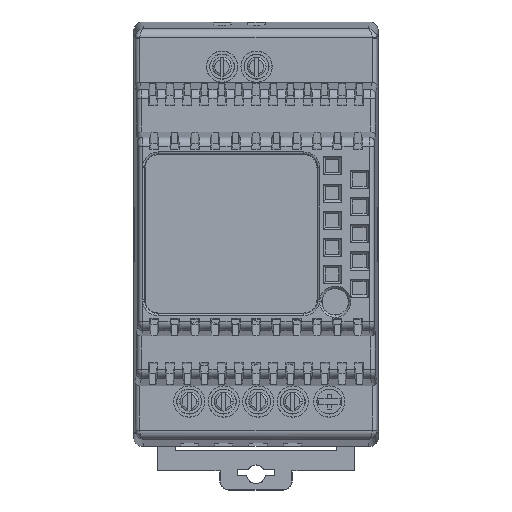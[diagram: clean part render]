
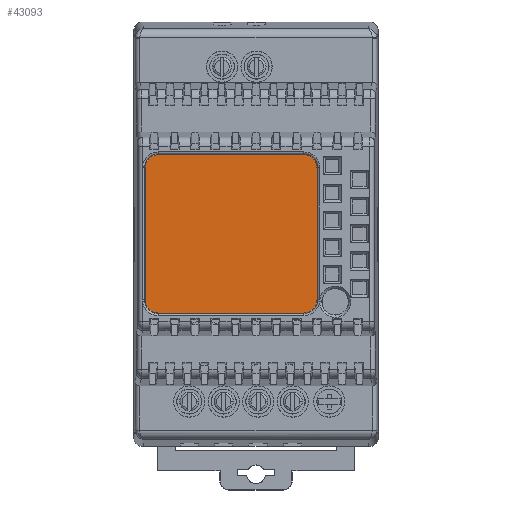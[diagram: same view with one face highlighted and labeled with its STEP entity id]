
A CAD part, top view. The second image highlights one B-rep face of the part: STEP entity #43093.
In plain terms, the highlighted planar face has unit normal (0, 0, 1).
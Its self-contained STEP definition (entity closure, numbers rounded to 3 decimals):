
#513 = AXIS2_PLACEMENT_3D ( 'NONE', #3061, #4497, #48323 ) ;
#684 = CARTESIAN_POINT ( 'NONE',  ( 19., -14.5, 0.1 ) ) ;
#891 = VERTEX_POINT ( 'NONE', #684 ) ;
#996 = ORIENTED_EDGE ( 'NONE', *, *, #4745, .T. ) ;
#2463 = FACE_OUTER_BOUND ( 'NONE', #22916, .T. ) ;
#2559 = VERTEX_POINT ( 'NONE', #36560 ) ;
#2738 = ORIENTED_EDGE ( 'NONE', *, *, #3598, .T. ) ;
#3061 = CARTESIAN_POINT ( 'NONE',  ( -16., -14.5, 0.1 ) ) ;
#3598 = EDGE_CURVE ( 'NONE', #2559, #35691, #23966, .T. ) ;
#3906 = DIRECTION ( 'NONE',  ( 1., 0., 0. ) ) ;
#4284 = VECTOR ( 'NONE', #46979, 1000. ) ;
#4472 = ORIENTED_EDGE ( 'NONE', *, *, #47892, .T. ) ;
#4497 = DIRECTION ( 'NONE',  ( 0., 0., 1. ) ) ;
#4745 = EDGE_CURVE ( 'NONE', #36569, #891, #23110, .T. ) ;
#4951 = CARTESIAN_POINT ( 'NONE',  ( 16., -17.5, 0.1 ) ) ;
#8377 = VECTOR ( 'NONE', #31328, 1000. ) ;
#9049 = CARTESIAN_POINT ( 'NONE',  ( 16., 17.5, 0.1 ) ) ;
#10009 = VERTEX_POINT ( 'NONE', #18482 ) ;
#10862 = CARTESIAN_POINT ( 'NONE',  ( -19., -14.5, 0.1 ) ) ;
#11020 = CARTESIAN_POINT ( 'NONE',  ( -16., 14.5, 0.1 ) ) ;
#11373 = VERTEX_POINT ( 'NONE', #9049 ) ;
#11859 = AXIS2_PLACEMENT_3D ( 'NONE', #13734, #16693, #28411 ) ;
#12161 = AXIS2_PLACEMENT_3D ( 'NONE', #29958, #14832, #26783 ) ;
#12188 = CIRCLE ( 'NONE', #27855, 3. ) ;
#12718 = CARTESIAN_POINT ( 'NONE',  ( 16., -17.5, 0.1 ) ) ;
#12898 = EDGE_CURVE ( 'NONE', #35691, #36569, #42333, .T. ) ;
#13678 = CARTESIAN_POINT ( 'NONE',  ( 19., -14.5, 0.1 ) ) ;
#13734 = CARTESIAN_POINT ( 'NONE',  ( -16., -14.5, 0.1 ) ) ;
#14832 = DIRECTION ( 'NONE',  ( 0., 0., 1. ) ) ;
#15434 = DIRECTION ( 'NONE',  ( -1., 0., 0. ) ) ;
#16402 = LINE ( 'NONE', #41352, #35730 ) ;
#16693 = DIRECTION ( 'NONE',  ( 0., 0., -1. ) ) ;
#18482 = CARTESIAN_POINT ( 'NONE',  ( -19., 14.5, 0.1 ) ) ;
#19565 = CARTESIAN_POINT ( 'NONE',  ( -16., 17.5, 0.1 ) ) ;
#19644 = VERTEX_POINT ( 'NONE', #19565 ) ;
#21103 = AXIS2_PLACEMENT_3D ( 'NONE', #11020, #45066, #25957 ) ;
#22916 = EDGE_LOOP ( 'NONE', ( #2738, #40409, #996, #42482, #33473, #29623, #24062, #4472 ) ) ;
#23110 = CIRCLE ( 'NONE', #12161, 3. ) ;
#23794 = CARTESIAN_POINT ( 'NONE',  ( -16., -17.5, 0.1 ) ) ;
#23966 = CIRCLE ( 'NONE', #513, 3. ) ;
#24062 = ORIENTED_EDGE ( 'NONE', *, *, #31499, .T. ) ;
#24468 = VERTEX_POINT ( 'NONE', #34542 ) ;
#25957 = DIRECTION ( 'NONE',  ( 1., 0., 0. ) ) ;
#26783 = DIRECTION ( 'NONE',  ( 1., 0., 0. ) ) ;
#27760 = EDGE_CURVE ( 'NONE', #24468, #11373, #12188, .T. ) ;
#27855 = AXIS2_PLACEMENT_3D ( 'NONE', #38158, #34452, #3906 ) ;
#28411 = DIRECTION ( 'NONE',  ( -1., 0., 0. ) ) ;
#28969 = EDGE_CURVE ( 'NONE', #11373, #19644, #16402, .T. ) ;
#29623 = ORIENTED_EDGE ( 'NONE', *, *, #28969, .T. ) ;
#29958 = CARTESIAN_POINT ( 'NONE',  ( 16., -14.5, 0.1 ) ) ;
#31328 = DIRECTION ( 'NONE',  ( 1., 0., 0. ) ) ;
#31499 = EDGE_CURVE ( 'NONE', #19644, #10009, #38264, .T. ) ;
#32262 = LINE ( 'NONE', #13678, #4284 ) ;
#33417 = EDGE_CURVE ( 'NONE', #891, #24468, #32262, .T. ) ;
#33473 = ORIENTED_EDGE ( 'NONE', *, *, #27760, .T. ) ;
#34452 = DIRECTION ( 'NONE',  ( 0., 0., 1. ) ) ;
#34542 = CARTESIAN_POINT ( 'NONE',  ( 19., 14.5, 0.1 ) ) ;
#35489 = PLANE ( 'NONE',  #11859 ) ;
#35691 = VERTEX_POINT ( 'NONE', #23794 ) ;
#35730 = VECTOR ( 'NONE', #15434, 1000. ) ;
#36560 = CARTESIAN_POINT ( 'NONE',  ( -19., -14.5, 0.1 ) ) ;
#36569 = VERTEX_POINT ( 'NONE', #4951 ) ;
#38028 = VECTOR ( 'NONE', #40718, 1000. ) ;
#38158 = CARTESIAN_POINT ( 'NONE',  ( 16., 14.5, 0.1 ) ) ;
#38264 = CIRCLE ( 'NONE', #21103, 3. ) ;
#40409 = ORIENTED_EDGE ( 'NONE', *, *, #12898, .T. ) ;
#40718 = DIRECTION ( 'NONE',  ( 0., -1., 0. ) ) ;
#41352 = CARTESIAN_POINT ( 'NONE',  ( 16., 17.5, 0.1 ) ) ;
#42333 = LINE ( 'NONE', #12718, #8377 ) ;
#42482 = ORIENTED_EDGE ( 'NONE', *, *, #33417, .T. ) ;
#43093 = ADVANCED_FACE ( 'NONE', ( #2463 ), #35489, .F. ) ;
#44412 = LINE ( 'NONE', #10862, #38028 ) ;
#45066 = DIRECTION ( 'NONE',  ( 0., 0., 1. ) ) ;
#46979 = DIRECTION ( 'NONE',  ( 0., 1., 0. ) ) ;
#47892 = EDGE_CURVE ( 'NONE', #10009, #2559, #44412, .T. ) ;
#48323 = DIRECTION ( 'NONE',  ( -1., 0., 0. ) ) ;
